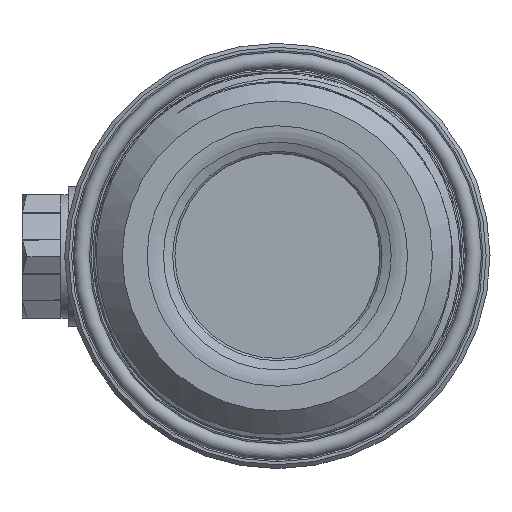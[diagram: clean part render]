
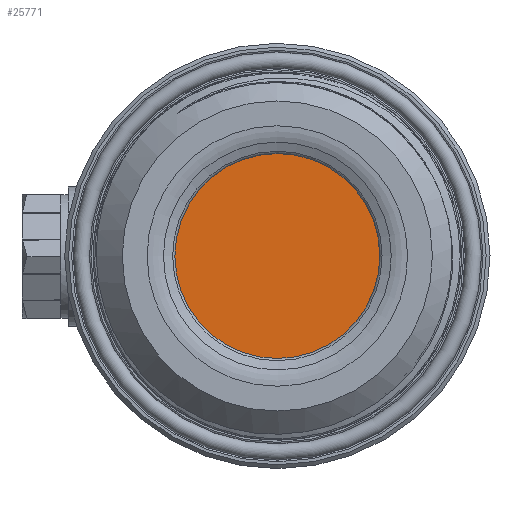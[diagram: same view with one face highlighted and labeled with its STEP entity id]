
A CAD part, left-side view. The second image highlights one B-rep face of the part: STEP entity #25771.
In plain terms, the highlighted face is planar.
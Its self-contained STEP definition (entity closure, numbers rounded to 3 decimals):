
#1659=PLANE('',#27406);
#2795=FACE_OUTER_BOUND('',#4299,.T.);
#4299=EDGE_LOOP('',(#22655));
#5051=CIRCLE('',#27405,13.337);
#12207=VERTEX_POINT('',#58279);
#15794=EDGE_CURVE('',#12207,#12207,#5051,.T.);
#22655=ORIENTED_EDGE('',*,*,#15794,.T.);
#25771=ADVANCED_FACE('',(#2795),#1659,.T.);
#27405=AXIS2_PLACEMENT_3D('',#58281,#31630,#31631);
#27406=AXIS2_PLACEMENT_3D('',#58282,#31632,#31633);
#31630=DIRECTION('center_axis',(1.,0.,0.));
#31631=DIRECTION('ref_axis',(0.,0.,-1.));
#31632=DIRECTION('center_axis',(1.,0.,0.));
#31633=DIRECTION('ref_axis',(0.,0.,-1.));
#58279=CARTESIAN_POINT('',(19.717,-13.337,0.));
#58281=CARTESIAN_POINT('Origin',(19.717,0.,
0.));
#58282=CARTESIAN_POINT('Origin',(19.717,0.,0.));
